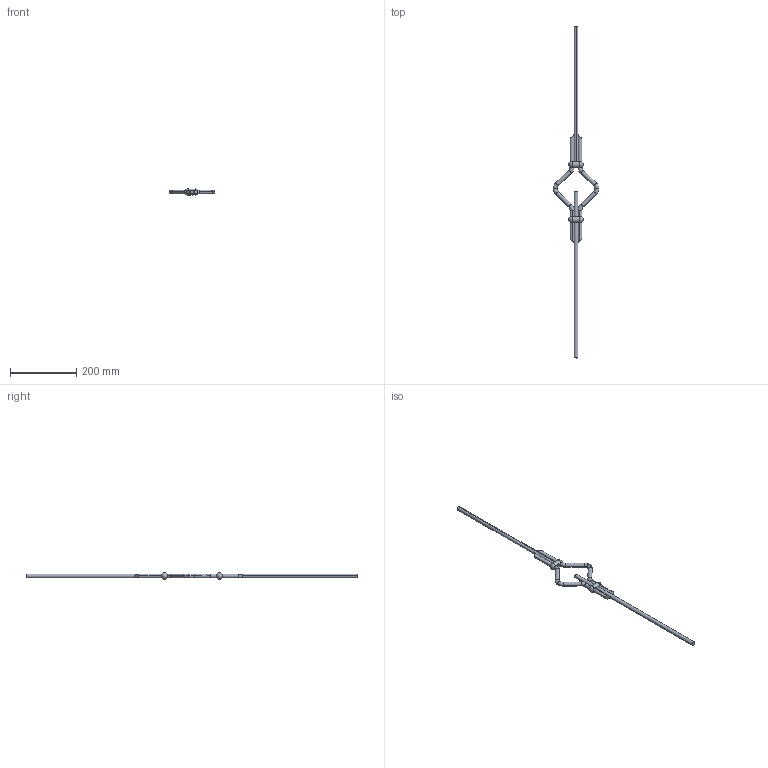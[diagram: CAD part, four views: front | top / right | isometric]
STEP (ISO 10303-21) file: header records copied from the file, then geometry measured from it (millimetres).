
FILE_DESCRIPTION (( 'STEP AP203' ), '1' );
FILE_NAME ('56148-240-GO.STEP', '2019-08-13T08:00:07', ( '' ), ( '' ), 'SwSTEP 2.0', 'SolidWorks 2015', '' );
FILE_SCHEMA (( 'CONFIG_CONTROL_DESIGN' ));
Length unit declared in the file: millimetre
Products named in the file (1): 56148-240-GO
Bounding box: 138 x 1000 x 19.57 mm (x, y, z)
Volume: 192338.7 mm3; surface area: 68975.8 mm2
Topology: 6 solids, 6 shells, 323 faces, 811 edges, 526 vertices
Faces by surface type: plane 157, bspline 114, cylinder 32, torus 20
Entity records: 16144 total; most frequent: CARTESIAN_POINT 9097, ORIENTED_EDGE 1622, DIRECTION 1063, EDGE_CURVE 811, VERTEX_POINT 526, VECTOR 495, LINE 495, EDGE_LOOP 353
